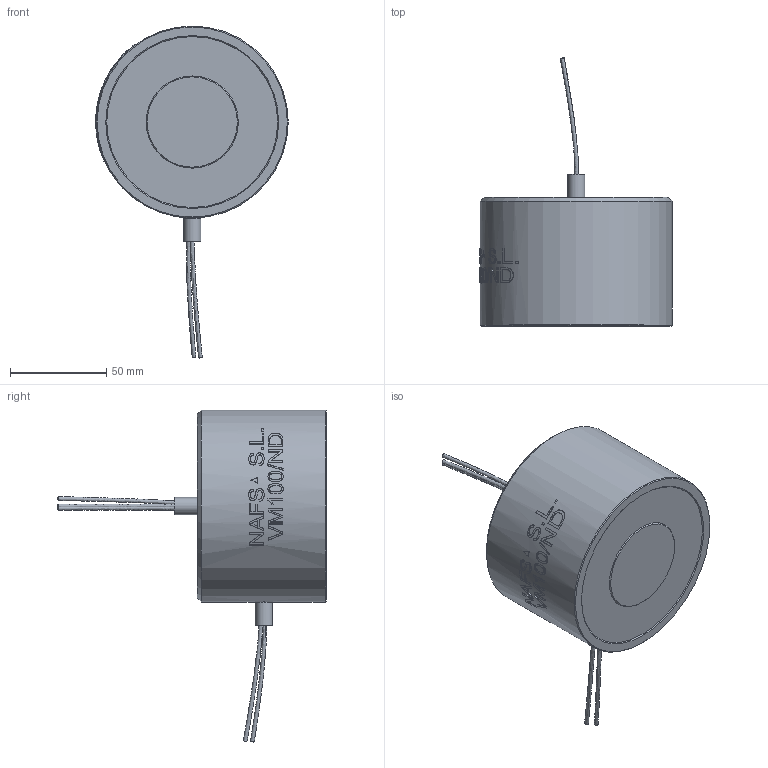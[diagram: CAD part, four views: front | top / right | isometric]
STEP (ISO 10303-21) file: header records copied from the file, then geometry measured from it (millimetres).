
FILE_DESCRIPTION( ( 'Unknown' ), '1' );
FILE_NAME( 'VM_ND_100_S.stp', 'Unknown', ( 'Unknown' ), ( 'Unknown' ), 'PSStep 11.0', 'Unknown', ' ' );
FILE_SCHEMA( ( 'AUTOMOTIVE_DESIGN { 1 0 10303 214 1 1 1 1 }' ) );
Length unit declared in the file: millimetre
Products named in the file (7): Assem1; Cto cables_VM100; Cable rojo_VM100; Cable negro_VM100; manguera; Carcasa VM_ND_100_S; Casquillo plástico ø6_ø9_12
Bounding box: 100.25 x 139.72 x 172.88 mm (x, y, z)
Volume: 1047568.7 mm3; surface area: 77952.3 mm2
Topology: 13 solids, 13 shells, 325 faces, 731 edges, 488 vertices
Faces by surface type: plane 174, bspline 82, cylinder 61, cone 8
Full cylindrical faces by diameter (mm): 0.854 x6, 5 x3, 6 x2, 8.376 x2, 9 x4, 100 x2
Entity records: 11302 total; most frequent: CARTESIAN_POINT 7192, ORIENTED_EDGE 674, EDGE_CURVE 337, B_SPLINE_CURVE_WITH_KNOTS 312, DIRECTION 296, VERTEX_POINT 236, EDGE_LOOP 203, FACE_OUTER_BOUND 170
